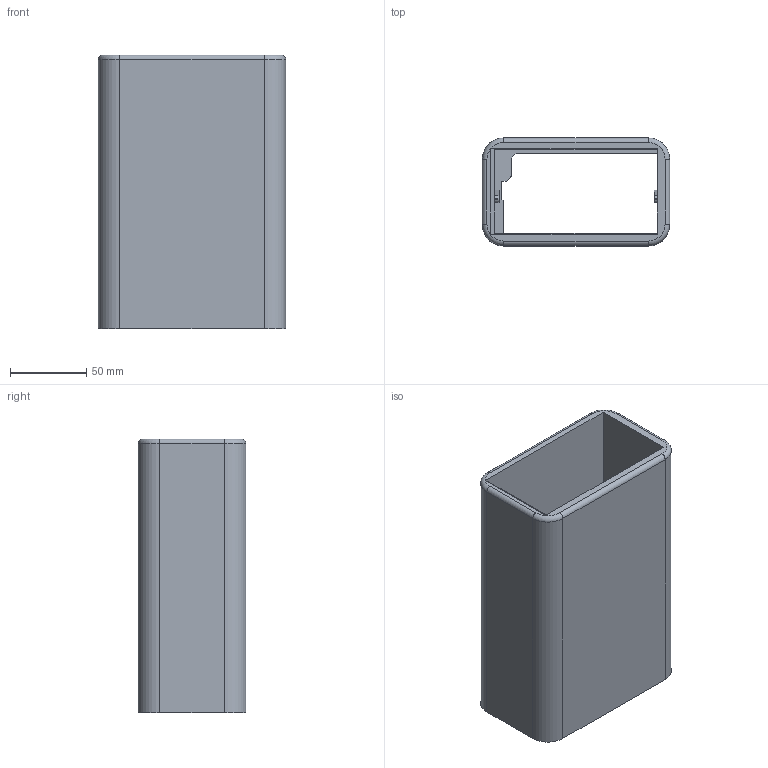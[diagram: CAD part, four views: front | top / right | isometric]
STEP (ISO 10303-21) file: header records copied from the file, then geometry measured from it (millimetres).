
FILE_DESCRIPTION (( 'STEP AP214' ), '1' );
FILE_NAME ('俋褲_翋极.STEP', '2026-01-27T12:51:34', ( '' ), ( '' ), 'SwSTEP 2.0', 'SolidWorks 2025', '' );
FILE_SCHEMA (( 'AUTOMOTIVE_DESIGN' ));
Length unit declared in the file: millimetre
Products named in the file (1): 外壳_主体
Bounding box: 122.5 x 70.4 x 179.1 mm (x, y, z)
Volume: 461182.1 mm3; surface area: 130422.4 mm2
Topology: 1 solids, 1 shells, 99 faces, 273 edges, 180 vertices
Faces by surface type: plane 59, cylinder 36, torus 4
Entity records: 3182 total; most frequent: CARTESIAN_POINT 553, DIRECTION 549, ORIENTED_EDGE 546, EDGE_CURVE 273, LINE 197, VECTOR 197, VERTEX_POINT 180, AXIS2_PLACEMENT_3D 176
